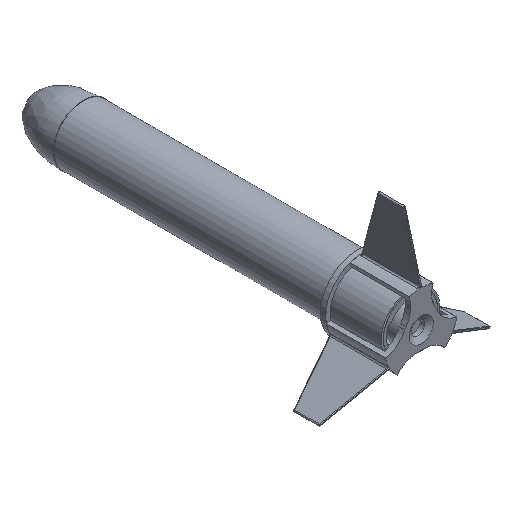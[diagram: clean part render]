
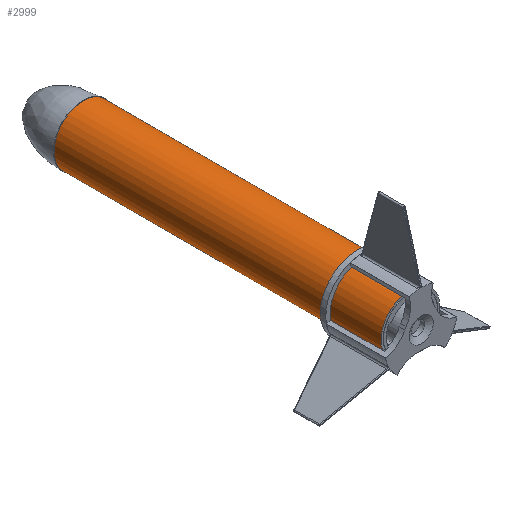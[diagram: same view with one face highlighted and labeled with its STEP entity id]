
A CAD part, isometric view. The second image highlights one B-rep face of the part: STEP entity #2999.
In plain terms, the highlighted cylindrical face has radius 27.4 mm (diameter 54.8 mm), a full revolution.
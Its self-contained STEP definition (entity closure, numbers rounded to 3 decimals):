
#201=LINE('',#5575,#384);
#384=VECTOR('',#3880,27.4);
#564=CYLINDRICAL_SURFACE('',#3317,27.4);
#688=FACE_OUTER_BOUND('',#881,.T.);
#881=EDGE_LOOP('',(#2258,#2259,#2260,#2261));
#1149=CIRCLE('',#3318,27.4);
#1150=CIRCLE('',#3319,27.4);
#1348=VERTEX_POINT('',#5572);
#1349=VERTEX_POINT('',#5574);
#1684=EDGE_CURVE('',#1348,#1348,#1149,.T.);
#1685=EDGE_CURVE('',#1348,#1349,#201,.T.);
#1686=EDGE_CURVE('',#1349,#1349,#1150,.T.);
#2258=ORIENTED_EDGE('',*,*,#1684,.F.);
#2259=ORIENTED_EDGE('',*,*,#1685,.T.);
#2260=ORIENTED_EDGE('',*,*,#1686,.T.);
#2261=ORIENTED_EDGE('',*,*,#1685,.F.);
#2999=ADVANCED_FACE('',(#688),#564,.T.);
#3317=AXIS2_PLACEMENT_3D('',#5571,#3876,#3877);
#3318=AXIS2_PLACEMENT_3D('',#5573,#3878,#3879);
#3319=AXIS2_PLACEMENT_3D('',#5576,#3881,#3882);
#3876=DIRECTION('center_axis',(0.,1.,0.));
#3877=DIRECTION('ref_axis',(1.,0.,0.));
#3878=DIRECTION('center_axis',(0.,1.,0.));
#3879=DIRECTION('ref_axis',(1.,0.,0.));
#3880=DIRECTION('',(0.,-1.,0.));
#3881=DIRECTION('center_axis',(0.,1.,0.));
#3882=DIRECTION('ref_axis',(1.,0.,0.));
#5571=CARTESIAN_POINT('Origin',(0.,0.,0.));
#5572=CARTESIAN_POINT('',(-27.4,304.8,0.));
#5573=CARTESIAN_POINT('Origin',(0.,304.8,0.));
#5574=CARTESIAN_POINT('',(-27.4,0.,0.));
#5575=CARTESIAN_POINT('',(-27.4,0.,0.));
#5576=CARTESIAN_POINT('Origin',(0.,0.,0.));
